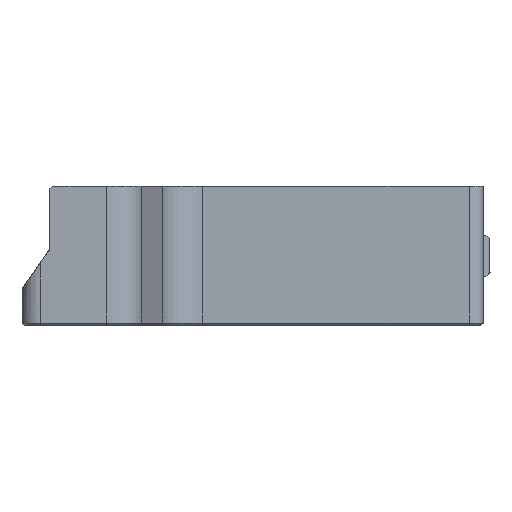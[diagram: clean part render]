
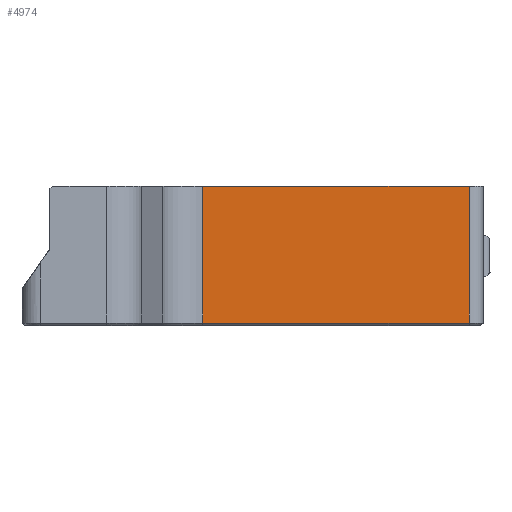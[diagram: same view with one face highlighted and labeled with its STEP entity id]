
A CAD part, left-side view. The second image highlights one B-rep face of the part: STEP entity #4974.
In plain terms, the highlighted planar face has unit normal (-1, 0, 0).
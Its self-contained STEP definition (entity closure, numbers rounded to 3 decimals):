
#105=PLANE('',#5300);
#428=FACE_OUTER_BOUND('',#721,.T.);
#721=EDGE_LOOP('',(#3511,#3512,#3513,#3514));
#1283=LINE('',#7450,#1764);
#1284=LINE('',#7453,#1765);
#1285=LINE('',#7455,#1766);
#1286=LINE('',#7456,#1767);
#1764=VECTOR('',#5898,1.);
#1765=VECTOR('',#5901,10.);
#1766=VECTOR('',#5902,10.);
#1767=VECTOR('',#5903,1.);
#2252=VERTEX_POINT('',#7444);
#2254=VERTEX_POINT('',#7448);
#2255=VERTEX_POINT('',#7452);
#2256=VERTEX_POINT('',#7454);
#2753=EDGE_CURVE('',#2252,#2254,#1283,.T.);
#2754=EDGE_CURVE('',#2252,#2255,#1284,.T.);
#2755=EDGE_CURVE('',#2254,#2256,#1285,.T.);
#2756=EDGE_CURVE('',#2255,#2256,#1286,.T.);
#3511=ORIENTED_EDGE('',*,*,#2754,.F.);
#3512=ORIENTED_EDGE('',*,*,#2753,.T.);
#3513=ORIENTED_EDGE('',*,*,#2755,.T.);
#3514=ORIENTED_EDGE('',*,*,#2756,.F.);
#4974=ADVANCED_FACE('',(#428),#105,.T.);
#5300=AXIS2_PLACEMENT_3D('',#7451,#5899,#5900);
#5898=DIRECTION('',(0.,0.,1.));
#5899=DIRECTION('center_axis',(-1.,0.,0.));
#5900=DIRECTION('ref_axis',(0.,1.,0.));
#5901=DIRECTION('',(0.,1.,0.));
#5902=DIRECTION('',(0.,1.,0.));
#5903=DIRECTION('',(0.,0.,1.));
#7444=CARTESIAN_POINT('',(-176.473,-253.972,-239.914));
#7448=CARTESIAN_POINT('',(-176.473,-253.972,-220.314));
#7450=CARTESIAN_POINT('',(-176.473,-253.972,-241.314));
#7451=CARTESIAN_POINT('Origin',(-176.473,-253.972,-261.314));
#7452=CARTESIAN_POINT('',(-176.473,-215.87,-239.914));
#7453=CARTESIAN_POINT('',(-176.473,-237.579,-239.914));
#7454=CARTESIAN_POINT('',(-176.473,-215.87,-220.314));
#7455=CARTESIAN_POINT('',(-176.473,-224.472,-220.314));
#7456=CARTESIAN_POINT('',(-176.473,-215.87,-241.314));
